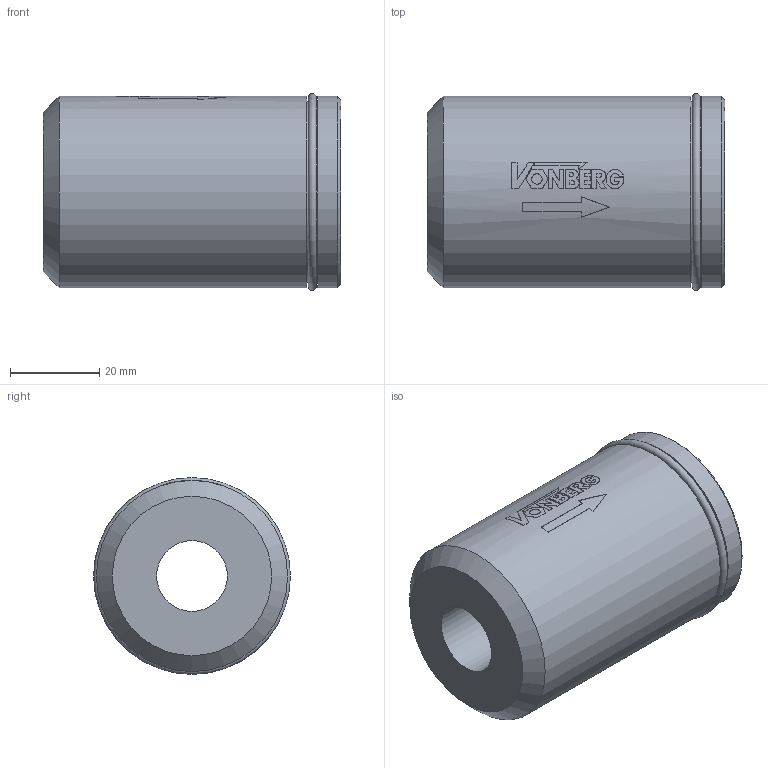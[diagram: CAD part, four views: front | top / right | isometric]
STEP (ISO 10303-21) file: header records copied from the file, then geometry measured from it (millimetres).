
FILE_DESCRIPTION((''),'2;1');
FILE_NAME('14216.stp','2015-02-09T10:56:29',('jml'),(''),'Autodesk Inventor 2010','Autodesk Inventor 2010','');
FILE_SCHEMA(('AUTOMOTIVE_DESIGN { 1 0 10303 214 1 1 1 1 }'));
Length unit declared in the file: inch
Products named in the file (1): Part1
Bounding box: 66.67 x 44.07 x 44.07 mm (x, y, z)
Volume: 81945 mm3; surface area: 15459.9 mm2
Topology: 2 solids, 2 shells, 109 faces, 274 edges, 182 vertices
Faces by surface type: plane 59, bspline 31, cylinder 16, cone 2, torus 1
Full cylindrical faces by diameter (mm): 40.513 x1, 42.824 x2
Entity records: 8799 total; most frequent: CARTESIAN_POINT 6332, ORIENTED_EDGE 534, DIRECTION 356, EDGE_CURVE 267, VERTEX_POINT 181, EDGE_LOOP 132, VECTOR 124, LINE 124
